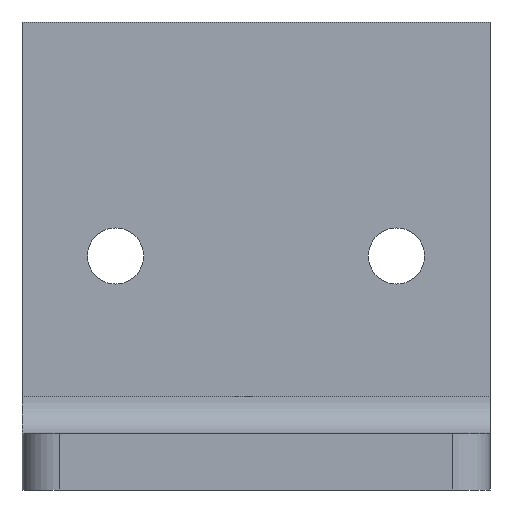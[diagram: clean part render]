
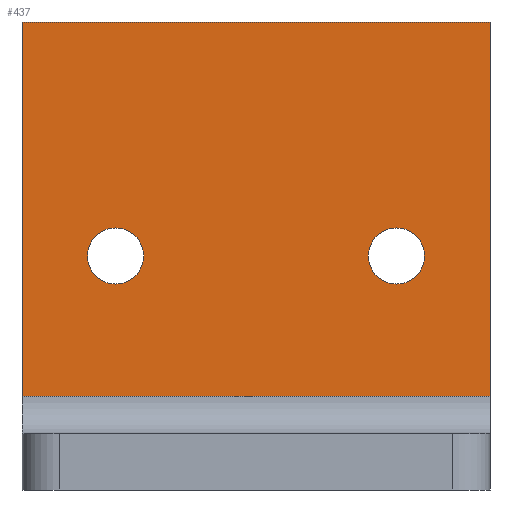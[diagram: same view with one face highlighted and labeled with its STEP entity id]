
A CAD part, front view. The second image highlights one B-rep face of the part: STEP entity #437.
In plain terms, the highlighted planar face has unit normal (0, -1, 0).
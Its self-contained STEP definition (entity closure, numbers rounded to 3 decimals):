
#21=FACE_BOUND('',#82,.T.);
#22=FACE_BOUND('',#83,.T.);
#33=PLANE('',#493);
#53=FACE_OUTER_BOUND('',#81,.T.);
#81=EDGE_LOOP('',(#377,#378,#379,#380));
#82=EDGE_LOOP('',(#381));
#83=EDGE_LOOP('',(#382));
#102=LINE('',#670,#138);
#110=LINE('',#702,#146);
#119=LINE('',#719,#155);
#120=LINE('',#721,#156);
#138=VECTOR('',#540,10.);
#146=VECTOR('',#570,10.);
#155=VECTOR('',#585,10.);
#156=VECTOR('',#588,10.);
#185=CIRCLE('',#494,1.5);
#186=CIRCLE('',#495,1.5);
#201=VERTEX_POINT('',#666);
#202=VERTEX_POINT('',#668);
#215=VERTEX_POINT('',#701);
#220=VERTEX_POINT('',#717);
#225=VERTEX_POINT('',#740);
#226=VERTEX_POINT('',#742);
#246=EDGE_CURVE('',#202,#201,#102,.T.);
#261=EDGE_CURVE('',#201,#215,#110,.T.);
#271=EDGE_CURVE('',#220,#202,#119,.T.);
#272=EDGE_CURVE('',#215,#220,#120,.T.);
#282=EDGE_CURVE('',#225,#225,#185,.T.);
#283=EDGE_CURVE('',#226,#226,#186,.T.);
#377=ORIENTED_EDGE('',*,*,#246,.F.);
#378=ORIENTED_EDGE('',*,*,#271,.F.);
#379=ORIENTED_EDGE('',*,*,#272,.F.);
#380=ORIENTED_EDGE('',*,*,#261,.F.);
#381=ORIENTED_EDGE('',*,*,#282,.F.);
#382=ORIENTED_EDGE('',*,*,#283,.F.);
#437=ADVANCED_FACE('',(#53,#21,#22),#33,.F.);
#493=AXIS2_PLACEMENT_3D('',#739,#610,#611);
#494=AXIS2_PLACEMENT_3D('',#741,#612,#613);
#495=AXIS2_PLACEMENT_3D('',#743,#614,#615);
#540=DIRECTION('',(-1.,0.,0.));
#570=DIRECTION('',(0.,0.,1.));
#585=DIRECTION('',(0.,0.,-1.));
#588=DIRECTION('',(1.,0.,0.));
#610=DIRECTION('center_axis',(0.,1.,0.));
#611=DIRECTION('ref_axis',(1.,0.,0.));
#612=DIRECTION('center_axis',(0.,-1.,0.));
#613=DIRECTION('ref_axis',(1.,0.,0.));
#614=DIRECTION('center_axis',(0.,-1.,0.));
#615=DIRECTION('ref_axis',(1.,0.,0.));
#666=CARTESIAN_POINT('',(0.,0.,-20.));
#668=CARTESIAN_POINT('',(25.,0.,-20.));
#670=CARTESIAN_POINT('',(18.75,0.,-20.));
#701=CARTESIAN_POINT('',(0.,0.,0.));
#702=CARTESIAN_POINT('',(0.,0.,-25.));
#717=CARTESIAN_POINT('',(25.,0.,0.));
#719=CARTESIAN_POINT('',(25.,0.,0.));
#721=CARTESIAN_POINT('',(0.,0.,0.));
#739=CARTESIAN_POINT('Origin',(12.5,0.,-14.));
#740=CARTESIAN_POINT('',(3.5,0.,-12.5));
#741=CARTESIAN_POINT('Origin',(5.,0.,-12.5));
#742=CARTESIAN_POINT('',(18.5,0.,-12.5));
#743=CARTESIAN_POINT('Origin',(20.,0.,-12.5));
